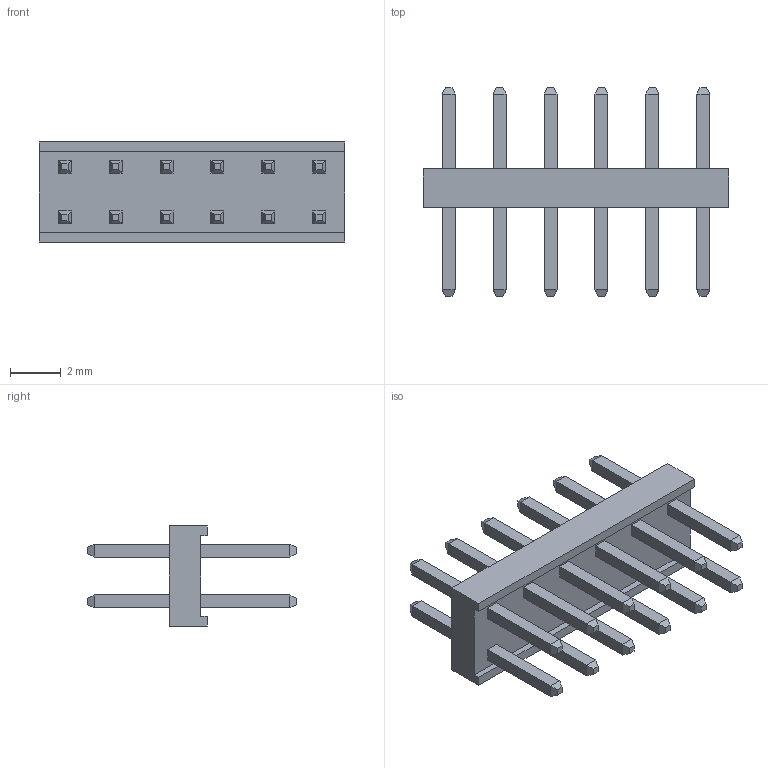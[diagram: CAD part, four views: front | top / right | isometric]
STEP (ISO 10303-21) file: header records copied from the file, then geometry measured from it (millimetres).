
FILE_DESCRIPTION( ( 'STEP AP214' ), '1' );
FILE_NAME( 'TMM-106-01-T-D.stp', '2022-01-25T18:02:10', ( 'License CC BY-ND 4.0' ), ( 'CADENAS' ), ' ', 'PARTsolutions', ' ' );
FILE_SCHEMA( ( 'AUTOMOTIVE_DESIGN { 1 0 10303 214 1 1 1 1 }' ) );
Length unit declared in the file: inch
Products named in the file (4): TMM-106-01-T-D; _TMM-106-01-T-D_body; _TMM-106-01-T-D_pins1; _TMM-106-01-T-D_pins2
Assembly tree (3 placements, depth 2):
  TMM-106-01-T-D
    _TMM-106-01-T-D_body
    _TMM-106-01-T-D_pins1
    _TMM-106-01-T-D_pins2
Bounding box: 12 x 8.2 x 3.94 mm (x, y, z)
Volume: 95.5 mm3; surface area: 495.4 mm2
Topology: 3 solids, 3 shells, 282 faces, 672 edges, 416 vertices
Faces by surface type: plane 282
Entity records: 10222 total; most frequent: CARTESIAN_POINT 1374, ORIENTED_EDGE 1344, DIRECTION 1244, EDGE_CURVE 672, LINE 672, VECTOR 672, VERTEX_POINT 416, EDGE_LOOP 326
